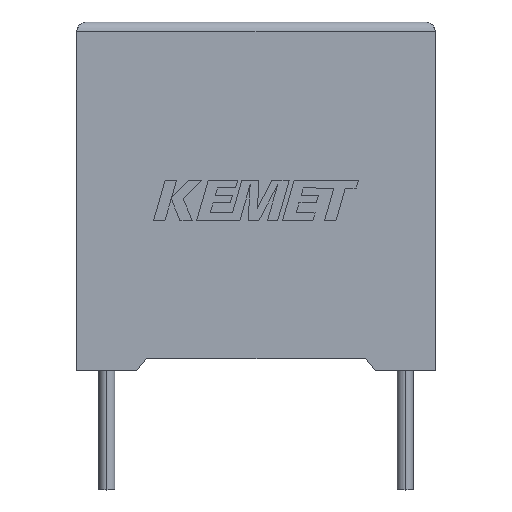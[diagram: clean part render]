
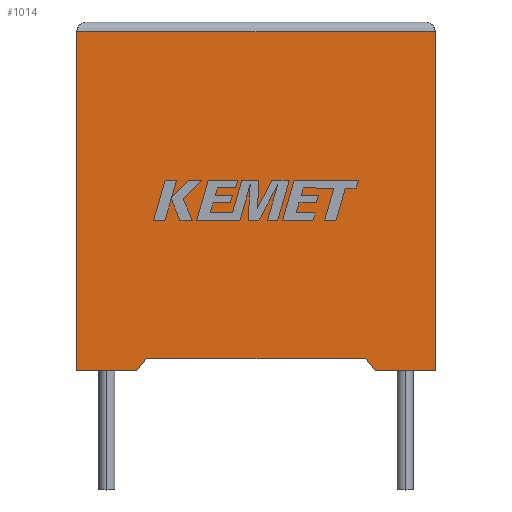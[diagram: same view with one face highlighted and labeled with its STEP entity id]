
A CAD part, top view. The second image highlights one B-rep face of the part: STEP entity #1014.
In plain terms, the highlighted planar face has unit normal (0, 0, 1).
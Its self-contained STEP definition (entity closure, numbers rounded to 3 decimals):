
#16 = DIRECTION ( 'NONE',  ( 0., 0., -1. ) ) ;
#20 = DIRECTION ( 'NONE',  ( 0., -1., 0. ) ) ;
#211 = CARTESIAN_POINT ( 'NONE',  ( 0., 0., 9.5 ) ) ;
#214 = VERTEX_POINT ( 'NONE', #834 ) ;
#223 = ORIENTED_EDGE ( 'NONE', *, *, #805, .F. ) ;
#274 = EDGE_CURVE ( 'NONE', #1040, #214, #2460, .T. ) ;
#283 = DIRECTION ( 'NONE',  ( -0.638, -0.77, 0. ) ) ;
#298 = CARTESIAN_POINT ( 'NONE',  ( 3., 0., 9.5 ) ) ;
#339 = DIRECTION ( 'NONE',  ( -1., 0., 0. ) ) ;
#401 = PLANE ( 'NONE',  #1050 ) ;
#402 = VERTEX_POINT ( 'NONE', #1841 ) ;
#417 = DIRECTION ( 'NONE',  ( -1., 0., 0. ) ) ;
#432 = EDGE_LOOP ( 'NONE', ( #1775, #1282, #468, #2731, #1707, #223, #1375, #1800 ) ) ;
#468 = ORIENTED_EDGE ( 'NONE', *, *, #490, .T. ) ;
#490 = EDGE_CURVE ( 'NONE', #531, #1240, #2385, .T. ) ;
#496 = VERTEX_POINT ( 'NONE', #1158 ) ;
#531 = VERTEX_POINT ( 'NONE', #799 ) ;
#534 = VERTEX_POINT ( 'NONE', #2675 ) ;
#603 = EDGE_CURVE ( 'NONE', #496, #531, #1746, .T. ) ;
#611 = CARTESIAN_POINT ( 'NONE',  ( 15., 0., 9.5 ) ) ;
#705 = DIRECTION ( 'NONE',  ( 1., 0., 0. ) ) ;
#712 = DIRECTION ( 'NONE',  ( 0., 1., 0. ) ) ;
#799 = CARTESIAN_POINT ( 'NONE',  ( 0., 17., 9.5 ) ) ;
#805 = EDGE_CURVE ( 'NONE', #534, #402, #1712, .T. ) ;
#834 = CARTESIAN_POINT ( 'NONE',  ( 18., 0., 9.5 ) ) ;
#913 = CARTESIAN_POINT ( 'NONE',  ( 15., 0., 9.5 ) ) ;
#928 = CARTESIAN_POINT ( 'NONE',  ( 0., 0., 9.5 ) ) ;
#986 = LINE ( 'NONE', #298, #1009 ) ;
#1009 = VECTOR ( 'NONE', #283, 1000. ) ;
#1014 = ADVANCED_FACE ( 'NONE', ( #2986 ), #401, .F. ) ;
#1037 = VERTEX_POINT ( 'NONE', #1846 ) ;
#1040 = VERTEX_POINT ( 'NONE', #913 ) ;
#1050 = AXIS2_PLACEMENT_3D ( 'NONE', #928, #16, #417 ) ;
#1054 = VECTOR ( 'NONE', #712, 1000. ) ;
#1115 = LINE ( 'NONE', #611, #1835 ) ;
#1158 = CARTESIAN_POINT ( 'NONE',  ( 18., 17., 9.5 ) ) ;
#1240 = VERTEX_POINT ( 'NONE', #1788 ) ;
#1282 = ORIENTED_EDGE ( 'NONE', *, *, #603, .T. ) ;
#1286 = VECTOR ( 'NONE', #339, 1000. ) ;
#1295 = DIRECTION ( 'NONE',  ( 1., 0., 0. ) ) ;
#1367 = EDGE_CURVE ( 'NONE', #214, #496, #2785, .T. ) ;
#1375 = ORIENTED_EDGE ( 'NONE', *, *, #2283, .T. ) ;
#1405 = CARTESIAN_POINT ( 'NONE',  ( 18., 0., 9.5 ) ) ;
#1444 = DIRECTION ( 'NONE',  ( -1., 0., 0. ) ) ;
#1468 = CARTESIAN_POINT ( 'NONE',  ( 0., 0., 9.5 ) ) ;
#1581 = VECTOR ( 'NONE', #1295, 1000. ) ;
#1707 = ORIENTED_EDGE ( 'NONE', *, *, #1755, .F. ) ;
#1712 = LINE ( 'NONE', #2885, #2712 ) ;
#1746 = LINE ( 'NONE', #2455, #1286 ) ;
#1755 = EDGE_CURVE ( 'NONE', #402, #1037, #986, .T. ) ;
#1775 = ORIENTED_EDGE ( 'NONE', *, *, #1367, .T. ) ;
#1788 = CARTESIAN_POINT ( 'NONE',  ( 0., 0., 9.5 ) ) ;
#1800 = ORIENTED_EDGE ( 'NONE', *, *, #274, .T. ) ;
#1835 = VECTOR ( 'NONE', #2247, 1000. ) ;
#1841 = CARTESIAN_POINT ( 'NONE',  ( 3.5, 0.603, 9.5 ) ) ;
#1846 = CARTESIAN_POINT ( 'NONE',  ( 3., 0., 9.5 ) ) ;
#1972 = VECTOR ( 'NONE', #20, 1000. ) ;
#2247 = DIRECTION ( 'NONE',  ( 0.638, -0.77, 0. ) ) ;
#2283 = EDGE_CURVE ( 'NONE', #534, #1040, #1115, .T. ) ;
#2385 = LINE ( 'NONE', #211, #1972 ) ;
#2455 = CARTESIAN_POINT ( 'NONE',  ( 0., 17., 9.5 ) ) ;
#2460 = LINE ( 'NONE', #1468, #1581 ) ;
#2570 = VECTOR ( 'NONE', #705, 1000. ) ;
#2675 = CARTESIAN_POINT ( 'NONE',  ( 14.5, 0.603, 9.5 ) ) ;
#2712 = VECTOR ( 'NONE', #1444, 1000. ) ;
#2731 = ORIENTED_EDGE ( 'NONE', *, *, #2979, .T. ) ;
#2785 = LINE ( 'NONE', #1405, #1054 ) ;
#2813 = CARTESIAN_POINT ( 'NONE',  ( 0., 0., 9.5 ) ) ;
#2885 = CARTESIAN_POINT ( 'NONE',  ( 9., 0.603, 9.5 ) ) ;
#2979 = EDGE_CURVE ( 'NONE', #1240, #1037, #3029, .T. ) ;
#2986 = FACE_OUTER_BOUND ( 'NONE', #432, .T. ) ;
#3029 = LINE ( 'NONE', #2813, #2570 ) ;
